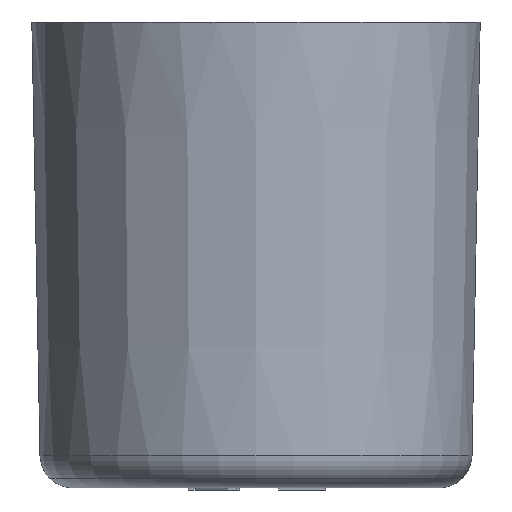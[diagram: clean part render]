
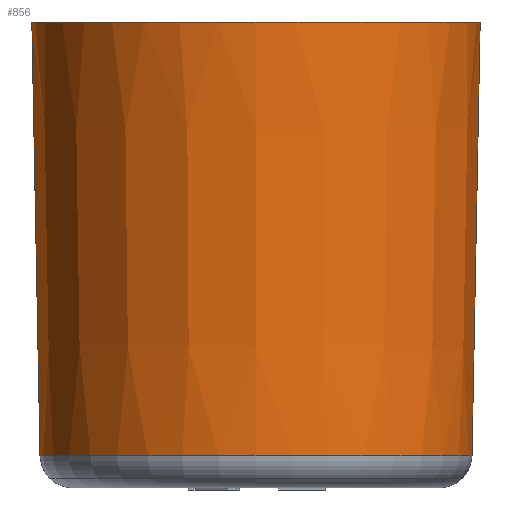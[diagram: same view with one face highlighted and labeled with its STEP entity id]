
A CAD part, front view. The second image highlights one B-rep face of the part: STEP entity #856.
In plain terms, the highlighted conical face has half-angle 1.075 degrees and reference radius 10.064 mm.
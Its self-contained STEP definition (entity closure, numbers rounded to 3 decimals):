
#120=CARTESIAN_POINT('',(0.,0.,0.));
#121=DIRECTION('',(0.,0.,1.));
#122=DIRECTION('',(-1.,0.,0.));
#123=AXIS2_PLACEMENT_3D('',#120,#121,#122);
#135=DIRECTION('',(0.019,0.,1.));
#136=VECTOR('',#135,19.832);
#137=CARTESIAN_POINT('',(9.878,0.,-19.828));
#138=LINE('',#137,#136);
#139=DIRECTION('',(-0.019,0.,1.));
#140=VECTOR('',#139,19.832);
#141=CARTESIAN_POINT('',(-9.878,0.,-19.828));
#142=LINE('',#141,#140);
#143=CARTESIAN_POINT('',(0.,0.,-19.828));
#144=DIRECTION('',(0.,0.,-1.));
#145=DIRECTION('',(1.,0.,0.));
#146=AXIS2_PLACEMENT_3D('',#143,#144,#145);
#697=CARTESIAN_POINT('',(-9.878,0.,-19.828));
#698=VERTEX_POINT('',#697);
#699=CARTESIAN_POINT('',(9.878,0.,-19.828));
#700=VERTEX_POINT('',#699);
#741=CARTESIAN_POINT('',(-10.25,0.,0.));
#742=VERTEX_POINT('',#741);
#743=CARTESIAN_POINT('',(10.25,0.,0.));
#744=VERTEX_POINT('',#743);
#844=CARTESIAN_POINT('',(0.,0.,-9.914));
#845=DIRECTION('',(0.,0.,1.));
#846=DIRECTION('',(1.,0.,0.));
#847=AXIS2_PLACEMENT_3D('',#844,#845,#846);
#848=CONICAL_SURFACE('',#847,10.064,1.075);
#849=ORIENTED_EDGE('',*,*,#819,.T.);
#850=ORIENTED_EDGE('',*,*,#839,.F.);
#852=ORIENTED_EDGE('',*,*,#851,.T.);
#853=ORIENTED_EDGE('',*,*,#835,.T.);
#854=EDGE_LOOP('',(#849,#850,#852,#853));
#855=FACE_OUTER_BOUND('',#854,.F.);
#124=CIRCLE('',#123,10.25);
#147=CIRCLE('',#146,9.878);
#819=EDGE_CURVE('',#742,#744,#124,.T.);
#835=EDGE_CURVE('',#698,#742,#142,.T.);
#839=EDGE_CURVE('',#700,#744,#138,.T.);
#851=EDGE_CURVE('',#700,#698,#147,.T.);
#856=ADVANCED_FACE('',(#855),#848,.T.);
